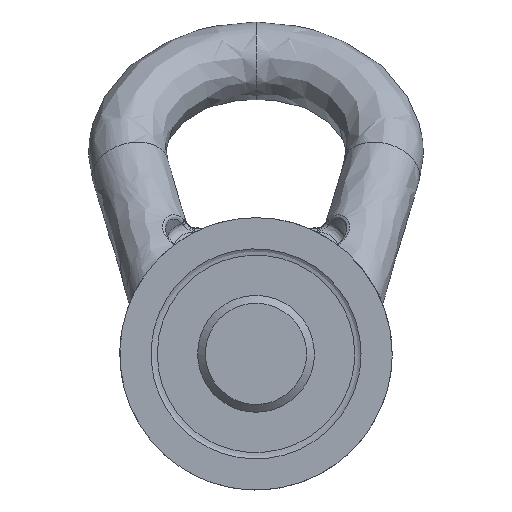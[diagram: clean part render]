
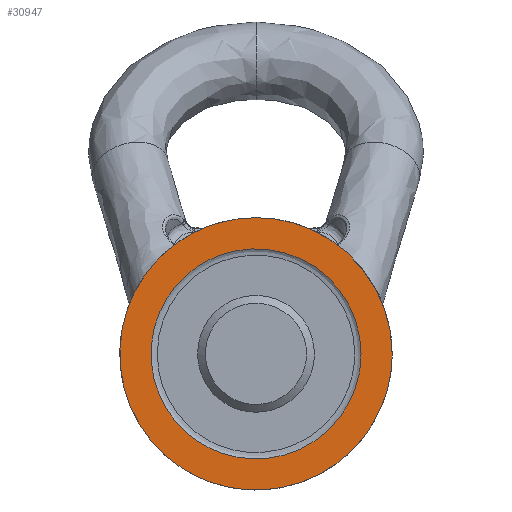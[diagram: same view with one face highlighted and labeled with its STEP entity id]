
A CAD part, front view. The second image highlights one B-rep face of the part: STEP entity #30947.
In plain terms, the highlighted free-form (B-spline) face has degree [1, 1] with [2, 2] control points.
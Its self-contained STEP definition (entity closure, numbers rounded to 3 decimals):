
#30881=CARTESIAN_POINT('V2827',(27.0,-8.1,0.0));
#30882=VERTEX_POINT('V2827',#30881);
#30883=CARTESIAN_POINT('E788',(27.0,-8.1,0.0));
#30884=CARTESIAN_POINT('E788',(27.0,-8.1,
   46.765));
#30885=CARTESIAN_POINT('E788',(-13.5,
   -8.1,23.383));
#30886=CARTESIAN_POINT('E788',(-54.0,-8.1,
   0.));
#30887=CARTESIAN_POINT('E788',(-13.5,
   -8.1,-23.383));
#30888=CARTESIAN_POINT('E788',(27.0,-8.1,
   -46.765));
#30889=CARTESIAN_POINT('E788',(27.0,-8.1,0.0));
#30897=(BOUNDED_CURVE()B_SPLINE_CURVE(2,(#30883,#30884,#30885,
   #30886,#30887,#30888,#30889),.CIRCULAR_ARC.,.T.,.U.)
   B_SPLINE_CURVE_WITH_KNOTS((3,2,2,3),(0.0,49.233,
   98.466,147.699),.UNSPECIFIED.)CURVE()
   GEOMETRIC_REPRESENTATION_ITEM()RATIONAL_B_SPLINE_CURVE((1.0,
   0.5,1.0,0.5,1.0,0.5,1.0)
   )REPRESENTATION_ITEM('E788'));
#30898=EDGE_CURVE('E788',#30882,#30882,#30897,.T.);
#30918=CARTESIAN_POINT('F335',(38.5,-8.1,
   -38.5));
#30919=CARTESIAN_POINT('F335',(38.5,-8.1,
   38.5));
#30920=CARTESIAN_POINT('F335',(-38.5,
   -8.1,-38.5));
#30921=CARTESIAN_POINT('F335',(-38.5,
   -8.1,38.5));
#30922=QUASI_UNIFORM_SURFACE('F335',1,1,((#30918,#30920),(#30919,
   #30921)),.PLANE_SURF.,.F.,.F.,.U.);
#30923=CARTESIAN_POINT('V2828',(35.0,-8.1,0.0));
#30924=VERTEX_POINT('V2828',#30923);
#30925=CARTESIAN_POINT('E790',(35.0,-8.1,0.0));
#30926=CARTESIAN_POINT('E790',(35.0,-8.1,
   60.622));
#30927=CARTESIAN_POINT('E790',(-17.5,
   -8.1,30.311));
#30928=CARTESIAN_POINT('E790',(-70.0,-8.1,
   0.));
#30929=CARTESIAN_POINT('E790',(-17.5,
   -8.1,-30.311));
#30930=CARTESIAN_POINT('E790',(35.0,-8.1,
   -60.622));
#30931=CARTESIAN_POINT('E790',(35.0,-8.1,0.0));
#30939=(BOUNDED_CURVE()B_SPLINE_CURVE(2,(#30925,#30926,#30927,
   #30928,#30929,#30930,#30931),.CIRCULAR_ARC.,.T.,.U.)
   B_SPLINE_CURVE_WITH_KNOTS((3,2,2,3),(0.0,2.957,
   5.914,8.871),.UNSPECIFIED.)CURVE()
   GEOMETRIC_REPRESENTATION_ITEM()RATIONAL_B_SPLINE_CURVE((1.0,
   0.5,1.0,0.5,1.0,0.5,1.0)
   )REPRESENTATION_ITEM('E790'));
#30940=EDGE_CURVE('E790',#30924,#30924,#30939,.T.);
#30941=ORIENTED_EDGE('E790',*,*,#30940,.T.);
#30942=EDGE_LOOP('F335',(#30941));
#30943=FACE_OUTER_BOUND('F335',#30942,.T.);
#30944=ORIENTED_EDGE('E788',*,*,#30898,.F.);
#30945=EDGE_LOOP('F335',(#30944));
#30946=FACE_BOUND('F335',#30945,.T.);
#30947=ADVANCED_FACE('F335',(#30943,#30946),#30922,.T.);
